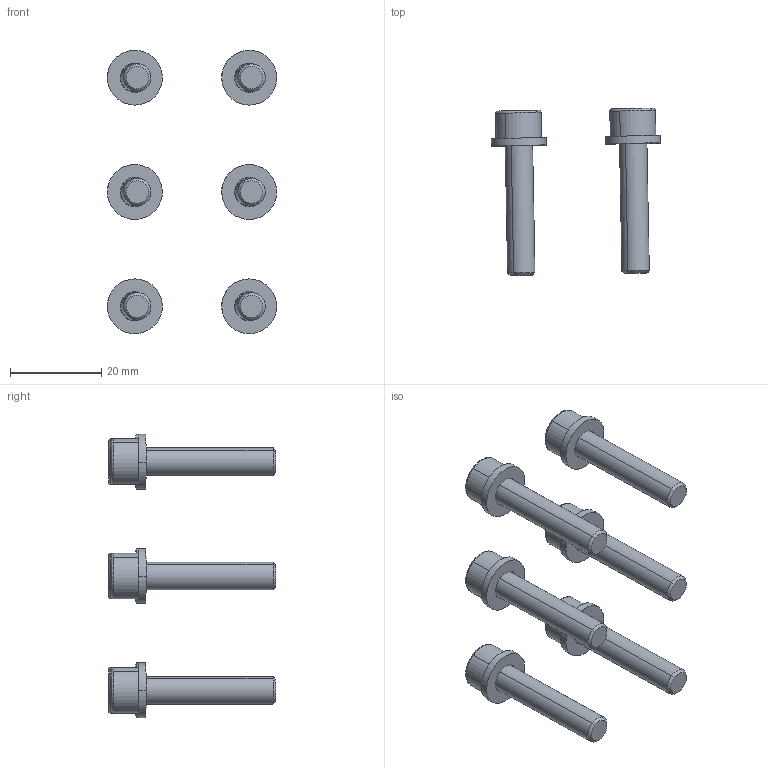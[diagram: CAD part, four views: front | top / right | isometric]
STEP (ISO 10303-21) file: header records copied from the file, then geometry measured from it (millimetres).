
FILE_DESCRIPTION (( 'STEP AP214' ), '1' );
FILE_NAME ('bolts.STEP', '2023-04-04T12:34:57', ( '' ), ( '' ), 'SwSTEP 2.0', 'SolidWorks 2022', '' );
FILE_SCHEMA (( 'AUTOMOTIVE_DESIGN' ));
Length unit declared in the file: millimetre
Products named in the file (3): bolts; 101_assembly_rev_A.sldasm-Part-5-2; 101_assembly_rev_A.sldasm-Part-9-2
Assembly tree (12 placements, depth 2):
  bolts
    101_assembly_rev_A.sldasm-Part-5-2  x6
    101_assembly_rev_A.sldasm-Part-9-2  x6
Bounding box: 37.02 x 36.59 x 62 mm (x, y, z)
Volume: 776.9 mm3; surface area: 7390.2 mm2
Topology: 6 solids, 18 shells, 156 faces, 384 edges, 258 vertices
Faces by surface type: plane 72, cylinder 48, cone 24, torus 12
Entity records: 953 total; most frequent: CARTESIAN_POINT 163, DIRECTION 162, ORIENTED_EDGE 118, AXIS2_PLACEMENT_3D 66, EDGE_CURVE 62, VERTEX_POINT 43, EDGE_LOOP 30, VECTOR 30
